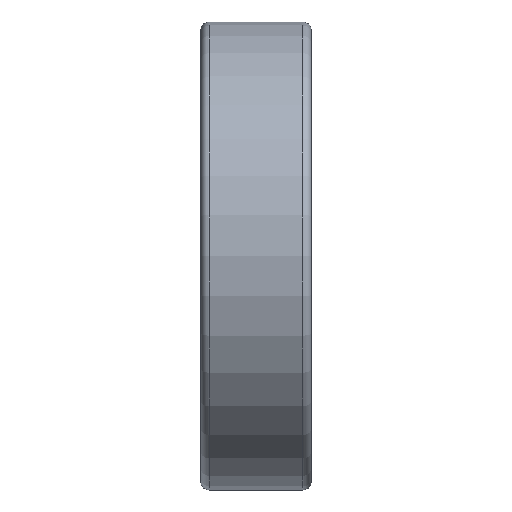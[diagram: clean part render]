
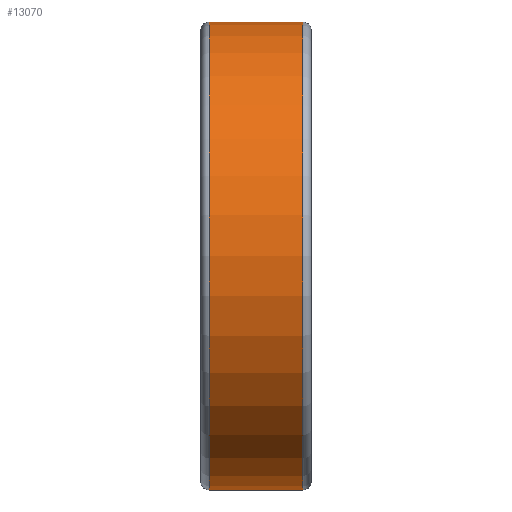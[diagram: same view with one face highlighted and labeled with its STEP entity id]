
A CAD part, top view. The second image highlights one B-rep face of the part: STEP entity #13070.
In plain terms, the highlighted cylindrical face has radius 27.5 mm (diameter 55 mm), a partial arc.
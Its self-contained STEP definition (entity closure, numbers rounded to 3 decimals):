
#3319=CARTESIAN_POINT('',(-5.5,0.,0.));
#3320=DIRECTION('',(1.,0.,0.));
#3321=DIRECTION('',(0.,1.,0.));
#3322=AXIS2_PLACEMENT_3D('',#3319,#3320,#3321);
#3327=CARTESIAN_POINT('',(5.5,0.,0.));
#3328=DIRECTION('',(1.,0.,0.));
#3329=DIRECTION('',(0.,1.,0.));
#3330=AXIS2_PLACEMENT_3D('',#3327,#3328,#3329);
#3343=DIRECTION('',(-1.,0.,0.));
#3344=VECTOR('',#3343,11.);
#3345=CARTESIAN_POINT('',(5.5,-27.5,0.));
#3346=LINE('',#3345,#3344);
#3358=DIRECTION('',(-1.,0.,0.));
#3359=VECTOR('',#3358,11.);
#3360=CARTESIAN_POINT('',(5.5,27.5,0.));
#3361=LINE('',#3360,#3359);
#10094=CARTESIAN_POINT('',(-5.5,27.5,0.));
#10095=CARTESIAN_POINT('',(-5.5,-27.5,0.));
#10096=VERTEX_POINT('',#10094);
#10097=VERTEX_POINT('',#10095);
#10098=CARTESIAN_POINT('',(5.5,27.5,0.));
#10099=CARTESIAN_POINT('',(5.5,-27.5,0.));
#10100=VERTEX_POINT('',#10098);
#10101=VERTEX_POINT('',#10099);
#13056=CARTESIAN_POINT('',(-7.15,0.,0.));
#13057=DIRECTION('',(1.,0.,0.));
#13058=DIRECTION('',(0.,-1.,0.));
#13059=AXIS2_PLACEMENT_3D('',#13056,#13057,#13058);
#13060=CYLINDRICAL_SURFACE('',#13059,27.5);
#13061=ORIENTED_EDGE('',*,*,#13046,.F.);
#13063=ORIENTED_EDGE('',*,*,#13062,.F.);
#13065=ORIENTED_EDGE('',*,*,#13064,.T.);
#13067=ORIENTED_EDGE('',*,*,#13066,.T.);
#13068=EDGE_LOOP('',(#13061,#13063,#13065,#13067));
#13069=FACE_OUTER_BOUND('',#13068,.F.);
#3323=CIRCLE('',#3322,27.5);
#3331=CIRCLE('',#3330,27.5);
#13046=EDGE_CURVE('',#10096,#10097,#3323,.T.);
#13062=EDGE_CURVE('',#10100,#10096,#3361,.T.);
#13064=EDGE_CURVE('',#10100,#10101,#3331,.T.);
#13066=EDGE_CURVE('',#10101,#10097,#3346,.T.);
#13070=ADVANCED_FACE('',(#13069),#13060,.T.);
